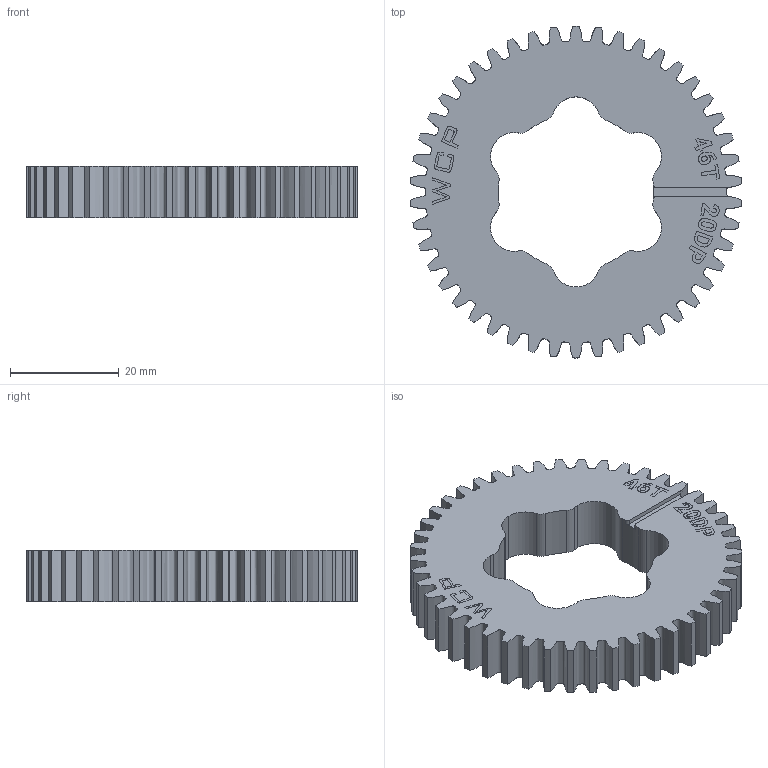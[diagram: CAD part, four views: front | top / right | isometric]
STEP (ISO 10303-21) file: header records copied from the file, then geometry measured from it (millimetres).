
FILE_DESCRIPTION (( 'STEP AP214' ), '1' );
FILE_NAME ('WCP-1197 Rev1.step', '2024-01-05T00:50:07', ( '' ), ( '' ), 'SwSTEP 2.0', 'SolidWorks 2022', '' );
FILE_SCHEMA (( 'AUTOMOTIVE_DESIGN' ));
Length unit declared in the file: inch
Products named in the file (1): WCP-1197 Rev1
Bounding box: 60.88 x 60.96 x 9.53 mm (x, y, z)
Volume: 18829.1 mm3; surface area: 8404.6 mm2
Topology: 1 solids, 1 shells, 273 faces, 768 edges, 512 vertices
Faces by surface type: plane 110, bspline 86, cylinder 77
Entity records: 25092 total; most frequent: CARTESIAN_POINT 18430, ORIENTED_EDGE 1536, DIRECTION 1126, EDGE_CURVE 768, VERTEX_POINT 512, LINE 438, VECTOR 438, AXIS2_PLACEMENT_3D 344
